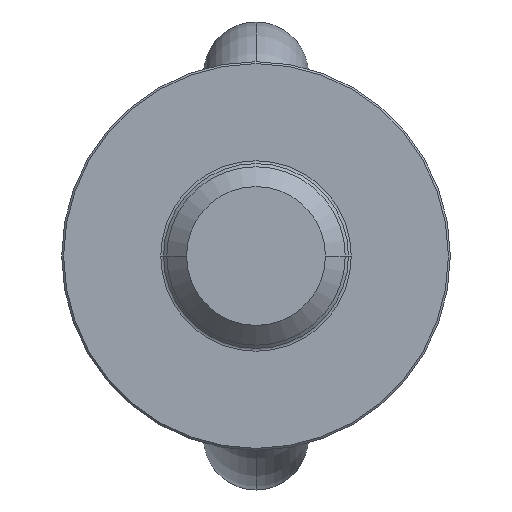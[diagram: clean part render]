
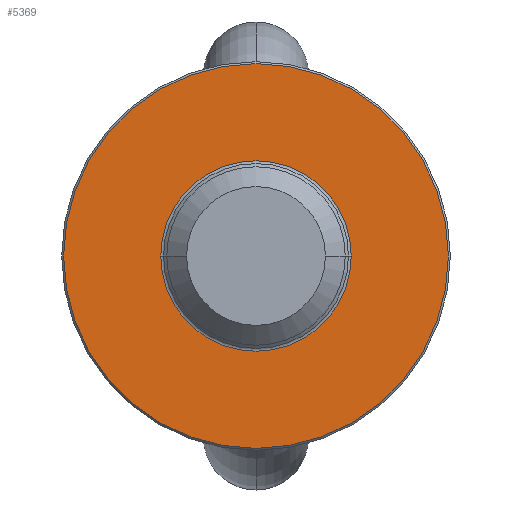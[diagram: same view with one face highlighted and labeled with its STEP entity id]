
A CAD part, front view. The second image highlights one B-rep face of the part: STEP entity #5369.
In plain terms, the highlighted planar face has unit normal (0, -1, 0).
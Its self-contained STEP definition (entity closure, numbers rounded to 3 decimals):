
#2=CARTESIAN_POINT('',(0.,0.,0.));
#3=DIRECTION('',(0.,-1.,0.));
#4=DIRECTION('',(1.,0.,0.));
#5=AXIS2_PLACEMENT_3D('',#2,#3,#4);
#7=CARTESIAN_POINT('',(0.,0.,0.));
#8=DIRECTION('',(0.,-1.,0.));
#9=DIRECTION('',(-1.,0.,0.));
#10=AXIS2_PLACEMENT_3D('',#7,#8,#9);
#12=CARTESIAN_POINT('',(0.,0.,0.));
#13=DIRECTION('',(0.,1.,0.));
#14=DIRECTION('',(1.,0.,0.));
#15=AXIS2_PLACEMENT_3D('',#12,#13,#14);
#30=CARTESIAN_POINT('',(0.,0.,0.));
#31=DIRECTION('',(0.,1.,0.));
#32=DIRECTION('',(-1.,0.,0.));
#33=AXIS2_PLACEMENT_3D('',#30,#31,#32);
#4116=CARTESIAN_POINT('',(24.014,0.,0.));
#4117=CARTESIAN_POINT('',(-24.014,0.,0.));
#4118=VERTEX_POINT('',#4116);
#4119=VERTEX_POINT('',#4117);
#4132=CARTESIAN_POINT('',(-48.5,0.,0.));
#4133=CARTESIAN_POINT('',(48.5,0.,0.));
#4134=VERTEX_POINT('',#4132);
#4135=VERTEX_POINT('',#4133);
#5352=CARTESIAN_POINT('',(0.,0.,0.));
#5353=DIRECTION('',(0.,1.,0.));
#5354=DIRECTION('',(1.,0.,0.));
#5355=AXIS2_PLACEMENT_3D('',#5352,#5353,#5354);
#5356=PLANE('',#5355);
#5358=ORIENTED_EDGE('',*,*,#5357,.T.);
#5360=ORIENTED_EDGE('',*,*,#5359,.T.);
#5361=EDGE_LOOP('',(#5358,#5360));
#5362=FACE_OUTER_BOUND('',#5361,.F.);
#5364=ORIENTED_EDGE('',*,*,#5363,.T.);
#5366=ORIENTED_EDGE('',*,*,#5365,.T.);
#5367=EDGE_LOOP('',(#5364,#5366));
#5368=FACE_BOUND('',#5367,.F.);
#5369=ADVANCED_FACE('',(#5362,#5368),#5356,.F.);
#6=CIRCLE('',#5,24.014);
#11=CIRCLE('',#10,24.014);
#16=CIRCLE('',#15,48.5);
#34=CIRCLE('',#33,48.5);
#5357=EDGE_CURVE('',#4135,#4134,#16,.T.);
#5359=EDGE_CURVE('',#4134,#4135,#34,.T.);
#5363=EDGE_CURVE('',#4118,#4119,#6,.T.);
#5365=EDGE_CURVE('',#4119,#4118,#11,.T.);
